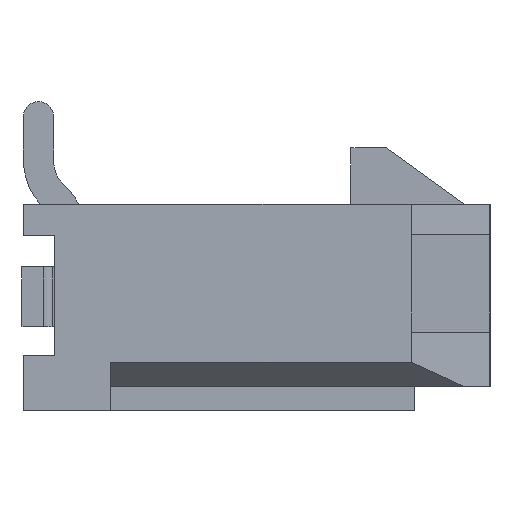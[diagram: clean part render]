
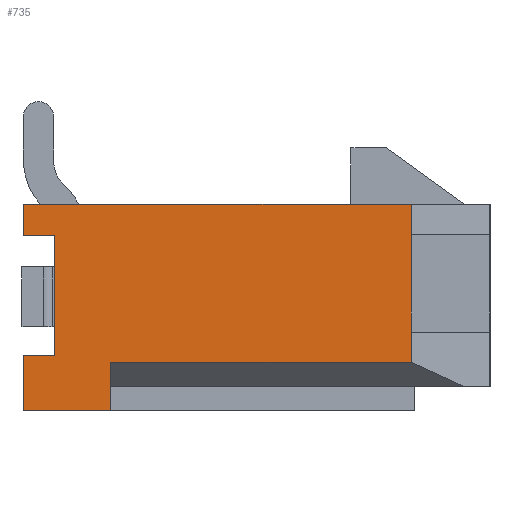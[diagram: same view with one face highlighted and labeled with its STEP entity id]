
A CAD part, left-side view. The second image highlights one B-rep face of the part: STEP entity #735.
In plain terms, the highlighted planar face has unit normal (-1, 0, 0).
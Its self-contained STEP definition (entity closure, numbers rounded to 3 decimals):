
#342=FACE_OUTER_BOUND('',#1507,.T.);
#735=ADVANCED_FACE('',(#342),#1129,.T.);
#1129=PLANE('',#7125);
#1507=EDGE_LOOP('',(#2110,#2111,#2112,#2113,#2114,#2115,#2116,#2117,#2118,
#2119,#2120,#2121));
#2110=ORIENTED_EDGE('',*,*,#4741,.F.);
#2111=ORIENTED_EDGE('',*,*,#4742,.T.);
#2112=ORIENTED_EDGE('',*,*,#4743,.F.);
#2113=ORIENTED_EDGE('',*,*,#4744,.F.);
#2114=ORIENTED_EDGE('',*,*,#4745,.F.);
#2115=ORIENTED_EDGE('',*,*,#4573,.F.);
#2116=ORIENTED_EDGE('',*,*,#4746,.T.);
#2117=ORIENTED_EDGE('',*,*,#4747,.T.);
#2118=ORIENTED_EDGE('',*,*,#4530,.T.);
#2119=ORIENTED_EDGE('',*,*,#4748,.T.);
#2120=ORIENTED_EDGE('',*,*,#4740,.T.);
#2121=ORIENTED_EDGE('',*,*,#4749,.T.);
#3886=VERTEX_POINT('',#9697);
#3887=VERTEX_POINT('',#9698);
#3927=VERTEX_POINT('',#9783);
#3928=VERTEX_POINT('',#9785);
#4089=VERTEX_POINT('',#10120);
#4093=VERTEX_POINT('',#10129);
#4094=VERTEX_POINT('',#10133);
#4095=VERTEX_POINT('',#10134);
#4096=VERTEX_POINT('',#10136);
#4097=VERTEX_POINT('',#10138);
#4098=VERTEX_POINT('',#10140);
#4099=VERTEX_POINT('',#10143);
#4530=EDGE_CURVE('',#3886,#3887,#5525,.T.);
#4573=EDGE_CURVE('',#3927,#3928,#5568,.T.);
#4740=EDGE_CURVE('',#4089,#4093,#5735,.T.);
#4741=EDGE_CURVE('',#4094,#4095,#5736,.T.);
#4742=EDGE_CURVE('',#4094,#4096,#5737,.T.);
#4743=EDGE_CURVE('',#4097,#4096,#5738,.T.);
#4744=EDGE_CURVE('',#4098,#4097,#5739,.T.);
#4745=EDGE_CURVE('',#3928,#4098,#5740,.T.);
#4746=EDGE_CURVE('',#3927,#4099,#5741,.T.);
#4747=EDGE_CURVE('',#4099,#3886,#5742,.T.);
#4748=EDGE_CURVE('',#3887,#4089,#5743,.T.);
#4749=EDGE_CURVE('',#4093,#4095,#5744,.T.);
#5525=LINE('',#9696,#6316);
#5568=LINE('',#9784,#6359);
#5735=LINE('',#10130,#6526);
#5736=LINE('',#10132,#6527);
#5737=LINE('',#10135,#6528);
#5738=LINE('',#10137,#6529);
#5739=LINE('',#10139,#6530);
#5740=LINE('',#10141,#6531);
#5741=LINE('',#10142,#6532);
#5742=LINE('',#10144,#6533);
#5743=LINE('',#10145,#6534);
#5744=LINE('',#10146,#6535);
#6316=VECTOR('',#7708,1.);
#6359=VECTOR('',#7757,1.);
#6526=VECTOR('',#7950,1.);
#6527=VECTOR('',#7953,1.);
#6528=VECTOR('',#7954,1.);
#6529=VECTOR('',#7955,1.);
#6530=VECTOR('',#7956,1.);
#6531=VECTOR('',#7957,1.);
#6532=VECTOR('',#7958,1.);
#6533=VECTOR('',#7959,1.);
#6534=VECTOR('',#7960,1.);
#6535=VECTOR('',#7961,1.);
#7125=AXIS2_PLACEMENT_3D('',#10147,#7962,#7963);
#7708=DIRECTION('',(0.,0.,-1.));
#7757=DIRECTION('',(0.,-1.,0.));
#7950=DIRECTION('',(0.,0.,-1.));
#7953=DIRECTION('',(0.,0.,-1.));
#7954=DIRECTION('',(0.,-1.,0.));
#7955=DIRECTION('',(0.,0.,-1.));
#7956=DIRECTION('',(0.,0.,-1.));
#7957=DIRECTION('',(0.,0.,-1.));
#7958=DIRECTION('',(0.,0.,-1.));
#7959=DIRECTION('',(0.,-1.,0.));
#7960=DIRECTION('',(0.,1.,0.));
#7961=DIRECTION('',(0.,-1.,0.));
#7962=DIRECTION('',(-1.,0.,0.));
#7963=DIRECTION('',(0.,0.,1.));
#9696=CARTESIAN_POINT('',(-19.825,9.23,3.2));
#9697=CARTESIAN_POINT('',(-19.825,9.23,3.2));
#9698=CARTESIAN_POINT('',(-19.825,9.23,0.66));
#9783=CARTESIAN_POINT('',(-19.825,9.9,3.86));
#9784=CARTESIAN_POINT('',(-19.825,9.9,3.86));
#9785=CARTESIAN_POINT('',(-19.825,1.668,3.86));
#10120=CARTESIAN_POINT('',(-19.825,9.9,0.66));
#10129=CARTESIAN_POINT('',(-19.825,9.9,-0.51));
#10130=CARTESIAN_POINT('',(-19.825,9.9,3.86));
#10132=CARTESIAN_POINT('',(-19.825,8.05,-0.51));
#10133=CARTESIAN_POINT('',(-19.825,8.05,0.51));
#10134=CARTESIAN_POINT('',(-19.825,8.05,-0.51));
#10135=CARTESIAN_POINT('',(-19.825,9.9,0.51));
#10136=CARTESIAN_POINT('',(-19.825,1.668,0.51));
#10137=CARTESIAN_POINT('',(-19.825,1.668,38.214));
#10138=CARTESIAN_POINT('',(-19.825,1.668,1.15));
#10139=CARTESIAN_POINT('',(-19.825,1.668,3.22));
#10140=CARTESIAN_POINT('',(-19.825,1.668,3.22));
#10141=CARTESIAN_POINT('',(-19.825,1.668,38.214));
#10142=CARTESIAN_POINT('',(-19.825,9.9,3.86));
#10143=CARTESIAN_POINT('',(-19.825,9.9,3.2));
#10144=CARTESIAN_POINT('',(-19.825,9.9,3.2));
#10145=CARTESIAN_POINT('',(-19.825,9.23,0.66));
#10146=CARTESIAN_POINT('',(-19.825,8.05,-0.51));
#10147=CARTESIAN_POINT('',(-19.825,9.9,3.86));
